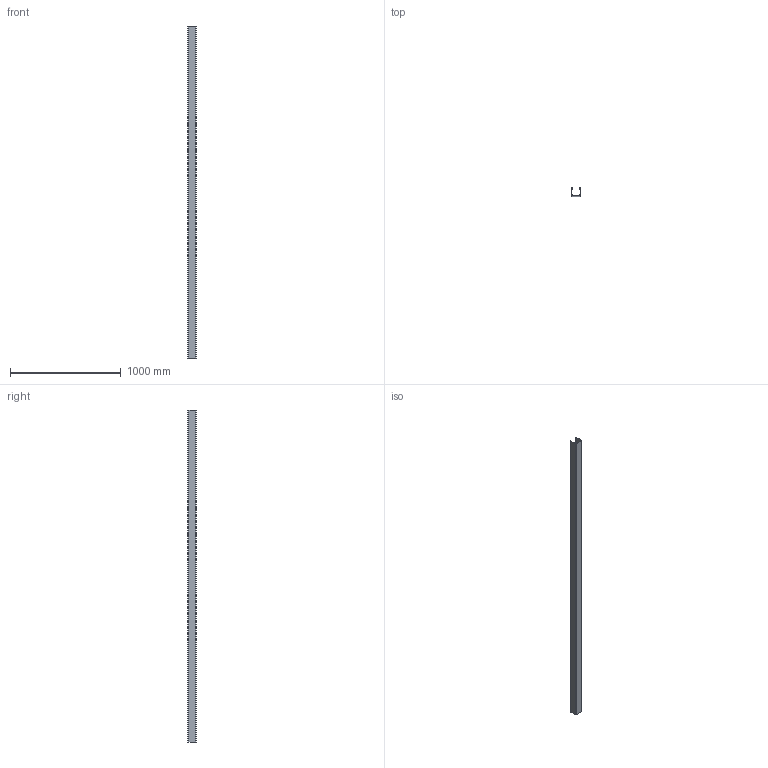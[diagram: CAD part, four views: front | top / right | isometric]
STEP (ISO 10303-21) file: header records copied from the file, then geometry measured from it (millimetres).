
FILE_DESCRIPTION(/* description */ ('STEP AP203'),/* implementation_level */ '2;1');
FILE_NAME(/* name */ '1008489.stp',/* time_stamp */ '2024-07-19T14:22:11+02:00',/* author */ ('Bo'),/* organization */ (''),/* preprocessor_version */ 'ST-DEVELOPER v20',/* originating_system */ 'Autodesk Inventor 2025',/* authorisation */ '');
FILE_SCHEMA (('AUTOMOTIVE_DESIGN { 1 0 10303 214 3 1 1 }'));
Length unit declared in the file: millimetre
Products named in the file (1): 1008489
Bounding box: 80 x 77 x 3000 mm (x, y, z)
Volume: 1809377.4 mm3; surface area: 1533776.5 mm2
Topology: 1 solids, 1 shells, 76 faces, 222 edges, 148 vertices
Faces by surface type: plane 40, cylinder 36
Entity records: 2581 total; most frequent: DIRECTION 448, CARTESIAN_POINT 447, ORIENTED_EDGE 444, EDGE_CURVE 222, LINE 150, VECTOR 150, AXIS2_PLACEMENT_3D 149, VERTEX_POINT 148
